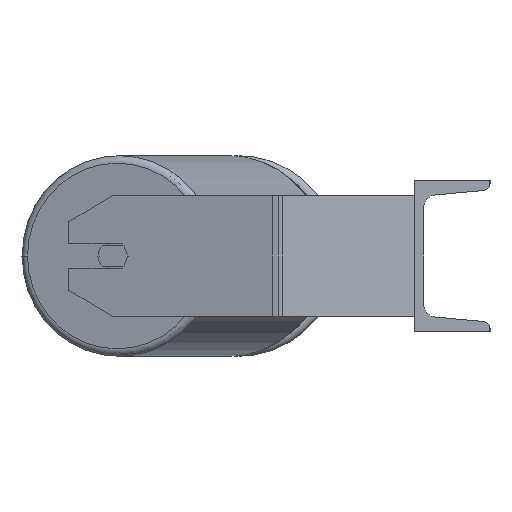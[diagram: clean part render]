
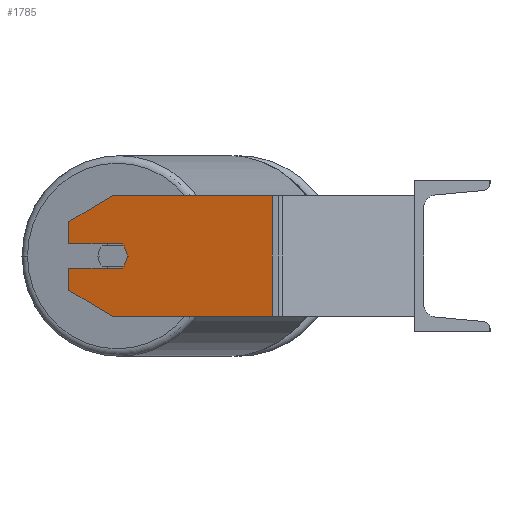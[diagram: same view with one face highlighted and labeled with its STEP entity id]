
A CAD part, left-side view. The second image highlights one B-rep face of the part: STEP entity #1785.
In plain terms, the highlighted planar face has unit normal (-0.966, 0.259, 0).
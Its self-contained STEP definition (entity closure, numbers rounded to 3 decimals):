
#11 = DIRECTION ( 'NONE',  ( -0.224, -0.837, -0.5 ) ) ;
#25 = ORIENTED_EDGE ( 'NONE', *, *, #8802, .T. ) ;
#101 = CARTESIAN_POINT ( 'NONE',  ( -500.084, 94.179, -40. ) ) ;
#114 = CARTESIAN_POINT ( 'NONE',  ( -500.084, 94.179, 40. ) ) ;
#119 = LINE ( 'NONE', #8628, #9130 ) ;
#120 = ORIENTED_EDGE ( 'NONE', *, *, #1489, .F. ) ;
#236 = EDGE_CURVE ( 'NONE', #4605, #8646, #4059, .T. ) ;
#274 = CARTESIAN_POINT ( 'NONE',  ( -473.248, 194.332, -8. ) ) ;
#298 = EDGE_CURVE ( 'NONE', #396, #8545, #6999, .T. ) ;
#396 = VERTEX_POINT ( 'NONE', #8717 ) ;
#536 = VERTEX_POINT ( 'NONE', #949 ) ;
#545 = VERTEX_POINT ( 'NONE', #5255 ) ;
#601 = LINE ( 'NONE', #2829, #1524 ) ;
#672 = CARTESIAN_POINT ( 'NONE',  ( -471.695, 200.127, 0. ) ) ;
#732 = VERTEX_POINT ( 'NONE', #2114 ) ;
#735 = CARTESIAN_POINT ( 'NONE',  ( -463.931, 229.105, -8. ) ) ;
#863 = DIRECTION ( 'NONE',  ( 0., 0., -1. ) ) ;
#867 = DIRECTION ( 'NONE',  ( 0., 0., -1. ) ) ;
#910 = DIRECTION ( 'NONE',  ( -0.259, -0.966, 0. ) ) ;
#949 = CARTESIAN_POINT ( 'NONE',  ( -471.695, 200.127, 40. ) ) ;
#969 = VERTEX_POINT ( 'NONE', #735 ) ;
#1023 = VECTOR ( 'NONE', #6257, 1000. ) ;
#1442 = CARTESIAN_POINT ( 'NONE',  ( -463.931, 229.105, 40. ) ) ;
#1489 = EDGE_CURVE ( 'NONE', #7990, #2701, #4369, .T. ) ;
#1524 = VECTOR ( 'NONE', #2014, 1000. ) ;
#1785 = ADVANCED_FACE ( 'NONE', ( #8463 ), #4209, .F. ) ;
#1841 = LINE ( 'NONE', #3083, #5939 ) ;
#1993 = CARTESIAN_POINT ( 'NONE',  ( -473.248, 194.332, 8. ) ) ;
#2014 = DIRECTION ( 'NONE',  ( -0.259, -0.966, 0. ) ) ;
#2114 = CARTESIAN_POINT ( 'NONE',  ( -463.931, 229.105, -22.679 ) ) ;
#2125 = DIRECTION ( 'NONE',  ( -0.259, -0.966, 0. ) ) ;
#2296 = EDGE_LOOP ( 'NONE', ( #3288, #8217, #7354, #120, #7367, #25, #3420, #5988, #6698, #2528, #4662 ) ) ;
#2429 = VECTOR ( 'NONE', #2125, 1000. ) ;
#2528 = ORIENTED_EDGE ( 'NONE', *, *, #236, .F. ) ;
#2701 = VERTEX_POINT ( 'NONE', #101 ) ;
#2829 = CARTESIAN_POINT ( 'NONE',  ( -473.248, 194.332, -8. ) ) ;
#2863 = VECTOR ( 'NONE', #3647, 1000. ) ;
#3083 = CARTESIAN_POINT ( 'NONE',  ( -463.931, 229.105, 8. ) ) ;
#3186 = CARTESIAN_POINT ( 'NONE',  ( -474.283, 190.468, 0. ) ) ;
#3288 = ORIENTED_EDGE ( 'NONE', *, *, #8601, .T. ) ;
#3324 = LINE ( 'NONE', #7701, #1023 ) ;
#3420 = ORIENTED_EDGE ( 'NONE', *, *, #298, .T. ) ;
#3466 = CARTESIAN_POINT ( 'NONE',  ( -463.931, 229.105, 40. ) ) ;
#3496 = EDGE_CURVE ( 'NONE', #969, #4605, #601, .T. ) ;
#3547 = AXIS2_PLACEMENT_3D ( 'NONE', #1442, #9111, #4168 ) ;
#3647 = DIRECTION ( 'NONE',  ( 0., 0., -1. ) ) ;
#4002 = DIRECTION ( 'NONE',  ( -0.259, -0.966, 0. ) ) ;
#4059 = CIRCLE ( 'NONE', #4230, 10. ) ;
#4100 = CARTESIAN_POINT ( 'NONE',  ( -471.695, 200.127, 0. ) ) ;
#4168 = DIRECTION ( 'NONE',  ( 0.259, 0.966, 0. ) ) ;
#4209 = PLANE ( 'NONE',  #3547 ) ;
#4224 = EDGE_CURVE ( 'NONE', #7637, #8545, #1841, .T. ) ;
#4230 = AXIS2_PLACEMENT_3D ( 'NONE', #672, #4935, #6503 ) ;
#4252 = VECTOR ( 'NONE', #11, 1000. ) ;
#4369 = LINE ( 'NONE', #114, #6546 ) ;
#4605 = VERTEX_POINT ( 'NONE', #274 ) ;
#4662 = ORIENTED_EDGE ( 'NONE', *, *, #3496, .F. ) ;
#4668 = VECTOR ( 'NONE', #910, 1000. ) ;
#4935 = DIRECTION ( 'NONE',  ( -0.966, 0.259, 0. ) ) ;
#5255 = CARTESIAN_POINT ( 'NONE',  ( -471.695, 200.127, -40. ) ) ;
#5483 = LINE ( 'NONE', #5657, #2429 ) ;
#5586 = AXIS2_PLACEMENT_3D ( 'NONE', #4100, #8410, #4002 ) ;
#5606 = EDGE_CURVE ( 'NONE', #545, #2701, #7188, .T. ) ;
#5654 = LINE ( 'NONE', #9070, #4252 ) ;
#5657 = CARTESIAN_POINT ( 'NONE',  ( -463.931, 229.105, 40. ) ) ;
#5776 = EDGE_CURVE ( 'NONE', #536, #7990, #5483, .T. ) ;
#5939 = VECTOR ( 'NONE', #6707, 1000. ) ;
#5988 = ORIENTED_EDGE ( 'NONE', *, *, #4224, .F. ) ;
#6257 = DIRECTION ( 'NONE',  ( 0.224, 0.837, -0.5 ) ) ;
#6457 = CARTESIAN_POINT ( 'NONE',  ( -463.931, 229.105, 8. ) ) ;
#6503 = DIRECTION ( 'NONE',  ( -0.259, -0.966, 0. ) ) ;
#6546 = VECTOR ( 'NONE', #863, 1000. ) ;
#6698 = ORIENTED_EDGE ( 'NONE', *, *, #8016, .F. ) ;
#6707 = DIRECTION ( 'NONE',  ( 0.259, 0.966, 0. ) ) ;
#6999 = LINE ( 'NONE', #3466, #2863 ) ;
#7188 = LINE ( 'NONE', #7241, #4668 ) ;
#7241 = CARTESIAN_POINT ( 'NONE',  ( -463.931, 229.105, -40. ) ) ;
#7354 = ORIENTED_EDGE ( 'NONE', *, *, #5606, .T. ) ;
#7367 = ORIENTED_EDGE ( 'NONE', *, *, #5776, .F. ) ;
#7637 = VERTEX_POINT ( 'NONE', #1993 ) ;
#7701 = CARTESIAN_POINT ( 'NONE',  ( -463.931, 229.105, 22.679 ) ) ;
#7769 = EDGE_CURVE ( 'NONE', #732, #545, #5654, .T. ) ;
#7811 = CIRCLE ( 'NONE', #5586, 10. ) ;
#7990 = VERTEX_POINT ( 'NONE', #8273 ) ;
#8016 = EDGE_CURVE ( 'NONE', #8646, #7637, #7811, .T. ) ;
#8217 = ORIENTED_EDGE ( 'NONE', *, *, #7769, .T. ) ;
#8273 = CARTESIAN_POINT ( 'NONE',  ( -500.084, 94.179, 40. ) ) ;
#8410 = DIRECTION ( 'NONE',  ( -0.966, 0.259, 0. ) ) ;
#8463 = FACE_OUTER_BOUND ( 'NONE', #2296, .T. ) ;
#8545 = VERTEX_POINT ( 'NONE', #6457 ) ;
#8601 = EDGE_CURVE ( 'NONE', #969, #732, #119, .T. ) ;
#8628 = CARTESIAN_POINT ( 'NONE',  ( -463.931, 229.105, 40. ) ) ;
#8646 = VERTEX_POINT ( 'NONE', #3186 ) ;
#8717 = CARTESIAN_POINT ( 'NONE',  ( -463.931, 229.105, 22.679 ) ) ;
#8802 = EDGE_CURVE ( 'NONE', #536, #396, #3324, .T. ) ;
#9070 = CARTESIAN_POINT ( 'NONE',  ( -471.695, 200.127, -40. ) ) ;
#9111 = DIRECTION ( 'NONE',  ( 0.966, -0.259, 0. ) ) ;
#9130 = VECTOR ( 'NONE', #867, 1000. ) ;
